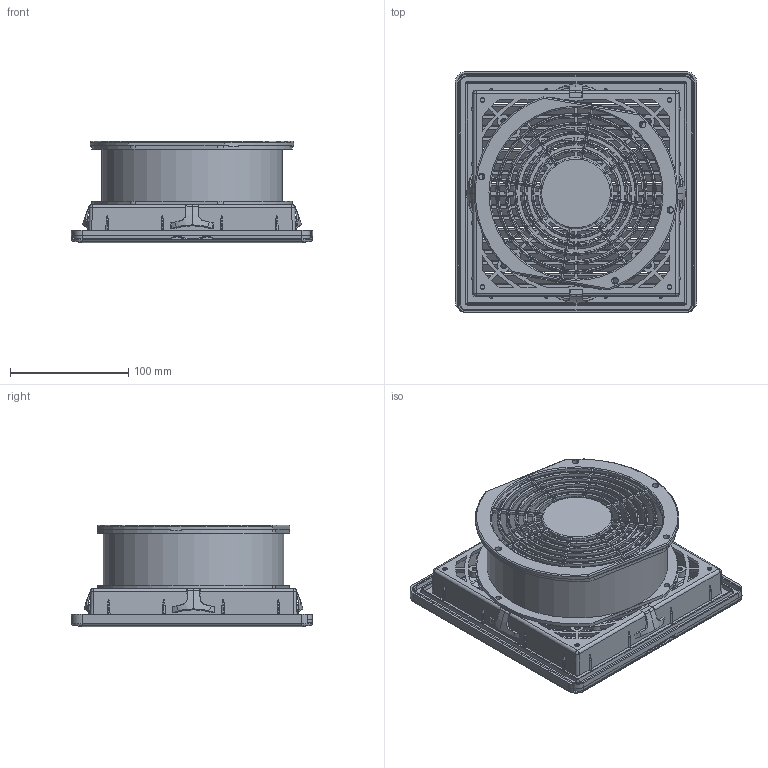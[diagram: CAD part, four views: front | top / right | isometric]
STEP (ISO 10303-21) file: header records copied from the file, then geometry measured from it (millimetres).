
FILE_DESCRIPTION(/* description */ (''),/* implementation_level */ '2;1');
FILE_NAME(/* name */ '6-13-2.stp',/* time_stamp */ '2025-06-13T14:43:19+08:00',/* author */ (''),/* organization */ (''),/* preprocessor_version */ 'ST-DEVELOPER v16.7',/* originating_system */ 'SIEMENS PLM Software NX 12.0',/* authorisation */ '');
FILE_SCHEMA (('AUTOMOTIVE_DESIGN { 1 0 10303 214 3 1 1 1 }'));
Length unit declared in the file: millimetre
Products named in the file (1): Admi5EAC9702rwgp
Bounding box: 204 x 203.74 x 85.6 mm (x, y, z)
Volume: 293763.3 mm3; surface area: 331628.1 mm2
Topology: 8 solids, 8 shells, 2201 faces, 6109 edges, 3890 vertices
Faces by surface type: plane 1125, cylinder 612, cone 210, bspline 146, torus 104, sphere 4
Full cylindrical faces by diameter (mm): 3 x4, 3.3 x8, 3.38 x4, 3.99 x4, 4.5 x8, 5 x22, 5.5 x4, 8 x1, 11 x12, 56 x1, 146.5 x1, 152.5 x1
Entity records: 81531 total; most frequent: CARTESIAN_POINT 26461, ORIENTED_EDGE 11906, DIRECTION 10742, EDGE_CURVE 5953, VERTEX_POINT 3838, AXIS2_PLACEMENT_3D 3799, LINE 3144, VECTOR 3144
